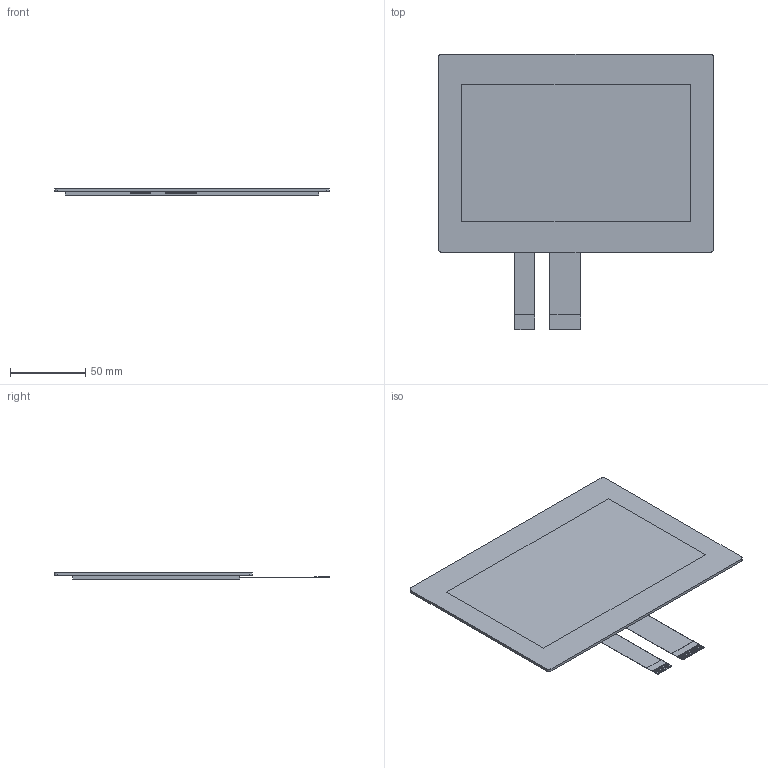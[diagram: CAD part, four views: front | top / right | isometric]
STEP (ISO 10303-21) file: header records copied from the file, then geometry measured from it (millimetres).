
FILE_DESCRIPTION(/* description */ (''),/* implementation_level */ '2;1');
FILE_NAME(/* name */ 'DUS-LA070WB060A2A.stp',/* time_stamp */ '2023-07-05T09:14:52+09:00',/* author */ ('n-hirata'),/* organization */ (''),/* preprocessor_version */ 'ST-DEVELOPER v18.1',/* originating_system */ 'Autodesk Inventor 2020',/* authorisation */ '');
FILE_SCHEMA (('CONFIG_CONTROL_DESIGN'));
Length unit declared in the file: millimetre
Products named in the file (1): DUS-LA070WB060A2A
Bounding box: 183.1 x 183.7 x 4.3 mm (x, y, z)
Volume: 89403.9 mm3; surface area: 82921 mm2
Topology: 1 solids, 2 shells, 308 faces, 928 edges, 652 vertices
Faces by surface type: plane 300, cylinder 8
Entity records: 10199 total; most frequent: CARTESIAN_POINT 1865, ORIENTED_EDGE 1808, DIRECTION 1538, EDGE_CURVE 904, LINE 888, VECTOR 888, VERTEX_POINT 604, AXIS2_PLACEMENT_3D 325
